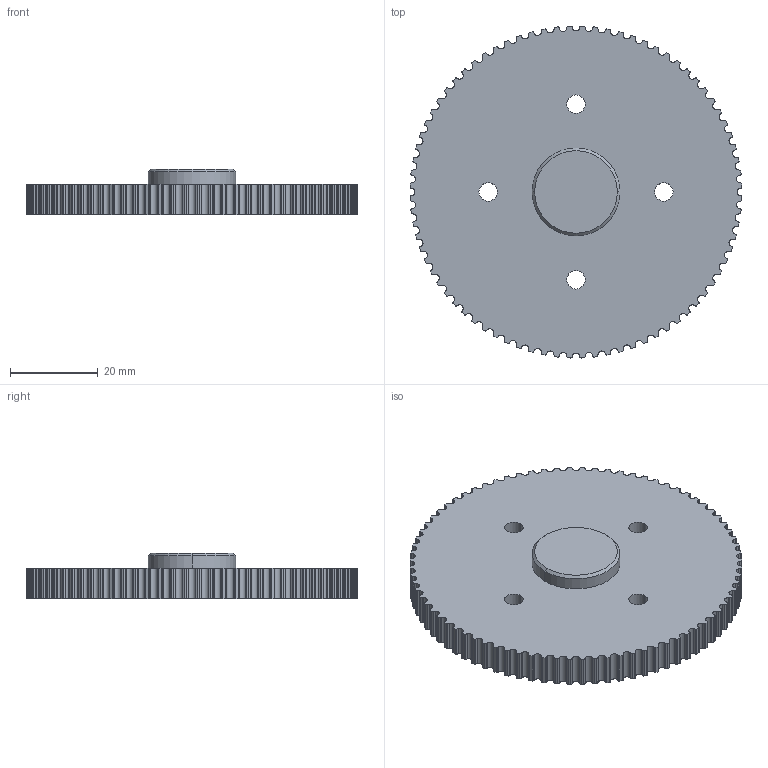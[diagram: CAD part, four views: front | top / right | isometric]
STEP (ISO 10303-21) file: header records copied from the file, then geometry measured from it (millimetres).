
FILE_DESCRIPTION (( 'STEP AP214' ), '1' );
FILE_NAME ('HTD3_80_6.5.STEP', '2024-08-27T20:24:45', ( '' ), ( '' ), 'SwSTEP 2.0', 'SolidWorks 2024', '' );
FILE_SCHEMA (( 'AUTOMOTIVE_DESIGN' ));
Length unit declared in the file: millimetre
Products named in the file (1): HTD3_80_6.5
Bounding box: 75.6 x 75.6 x 10.4 mm (x, y, z)
Volume: 29893.8 mm3; surface area: 11773.3 mm2
Topology: 1 solids, 1 shells, 498 faces, 1480 edges, 986 vertices
Faces by surface type: bspline 474, cylinder 18, plane 4, cone 2
Entity records: 15931 total; most frequent: CARTESIAN_POINT 7231, ORIENTED_EDGE 2960, EDGE_CURVE 1480, VERTEX_POINT 986, DIRECTION 620, EDGE_LOOP 508, FACE_OUTER_BOUND 498, ADVANCED_FACE 498
